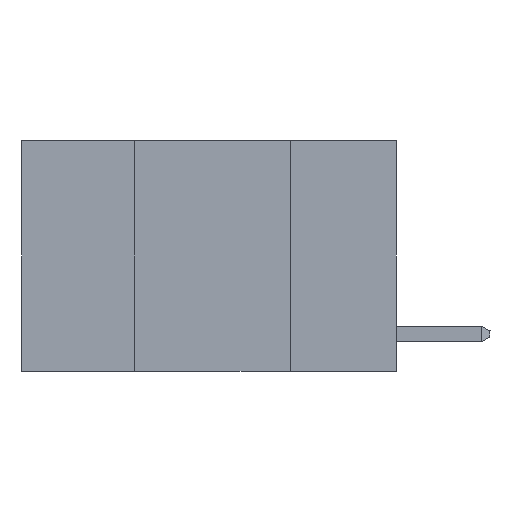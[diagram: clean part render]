
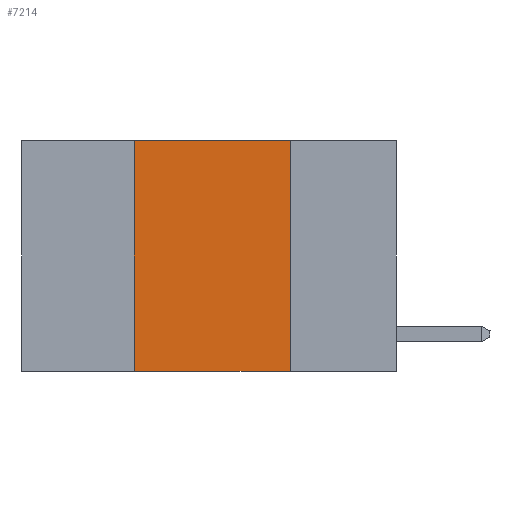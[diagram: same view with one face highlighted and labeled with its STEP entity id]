
A CAD part, left-side view. The second image highlights one B-rep face of the part: STEP entity #7214.
In plain terms, the highlighted planar face has unit normal (-1, 0, 0).
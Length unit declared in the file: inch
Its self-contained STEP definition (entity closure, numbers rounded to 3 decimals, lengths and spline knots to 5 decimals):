
#273 = VECTOR ( 'NONE', #12698, 39.37008 ) ;
#459 = ORIENTED_EDGE ( 'NONE', *, *, #11336, .F. ) ;
#553 = VERTEX_POINT ( 'NONE', #9580 ) ;
#885 = ORIENTED_EDGE ( 'NONE', *, *, #9440, .F. ) ;
#3254 = EDGE_CURVE ( 'NONE', #553, #8532, #13241, .T. ) ;
#3951 = DIRECTION ( 'NONE',  ( 0., -1., 0. ) ) ;
#3983 = VERTEX_POINT ( 'NONE', #11401 ) ;
#4366 = DIRECTION ( 'NONE',  ( 1., 0., 0. ) ) ;
#4496 = LINE ( 'NONE', #8426, #273 ) ;
#5481 = DIRECTION ( 'NONE',  ( 0., -1., 0. ) ) ;
#5657 = EDGE_CURVE ( 'NONE', #3983, #16847, #7135, .T. ) ;
#5784 = CARTESIAN_POINT ( 'NONE',  ( 0., 0.17, 0. ) ) ;
#7135 = LINE ( 'NONE', #12504, #15033 ) ;
#7214 = ADVANCED_FACE ( 'NONE', ( #7942 ), #12788, .F. ) ;
#7626 = VECTOR ( 'NONE', #16171, 39.37008 ) ;
#7912 = EDGE_LOOP ( 'NONE', ( #459, #15411, #885, #15859 ) ) ;
#7942 = FACE_OUTER_BOUND ( 'NONE', #7912, .T. ) ;
#8426 = CARTESIAN_POINT ( 'NONE',  ( 0., 0.17, 0. ) ) ;
#8532 = VERTEX_POINT ( 'NONE', #5784 ) ;
#8821 = CARTESIAN_POINT ( 'NONE',  ( 0., 0.17, -0.37 ) ) ;
#9440 = EDGE_CURVE ( 'NONE', #3983, #553, #11407, .T. ) ;
#9580 = CARTESIAN_POINT ( 'NONE',  ( 0., 0.42, 0. ) ) ;
#9906 = CARTESIAN_POINT ( 'NONE',  ( 0., 0.6, 0. ) ) ;
#10556 = CARTESIAN_POINT ( 'NONE',  ( 0., 0.42, 0. ) ) ;
#11336 = EDGE_CURVE ( 'NONE', #8532, #16847, #4496, .T. ) ;
#11401 = CARTESIAN_POINT ( 'NONE',  ( 0., 0.42, -0.37 ) ) ;
#11407 = LINE ( 'NONE', #10556, #7626 ) ;
#12504 = CARTESIAN_POINT ( 'NONE',  ( 0., 0.6, -0.37 ) ) ;
#12698 = DIRECTION ( 'NONE',  ( 0., 0., -1. ) ) ;
#12788 = PLANE ( 'NONE',  #13123 ) ;
#13123 = AXIS2_PLACEMENT_3D ( 'NONE', #9906, #4366, #14171 ) ;
#13241 = LINE ( 'NONE', #13778, #16495 ) ;
#13778 = CARTESIAN_POINT ( 'NONE',  ( 0., 0.6, 0. ) ) ;
#14171 = DIRECTION ( 'NONE',  ( 0., 0., -1. ) ) ;
#15033 = VECTOR ( 'NONE', #5481, 39.37008 ) ;
#15411 = ORIENTED_EDGE ( 'NONE', *, *, #3254, .F. ) ;
#15859 = ORIENTED_EDGE ( 'NONE', *, *, #5657, .T. ) ;
#16171 = DIRECTION ( 'NONE',  ( 0., 0., 1. ) ) ;
#16495 = VECTOR ( 'NONE', #3951, 39.37008 ) ;
#16847 = VERTEX_POINT ( 'NONE', #8821 ) ;
